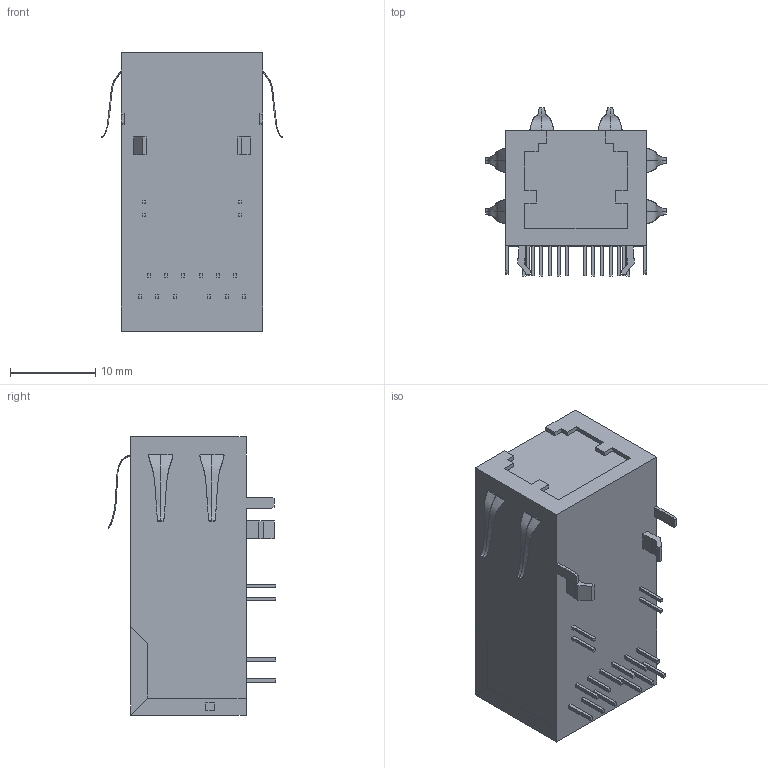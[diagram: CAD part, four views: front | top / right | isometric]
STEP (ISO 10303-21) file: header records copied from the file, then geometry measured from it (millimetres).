
FILE_DESCRIPTION (( 'STEP AP214' ), '1' );
FILE_NAME ('ARJ-146.STEP', '2013-09-25T07:41:15', ( '' ), ( '' ), 'SwSTEP 2.0', 'SolidWorks 2012', '' );
FILE_SCHEMA (( 'AUTOMOTIVE_DESIGN' ));
Length unit declared in the file: millimetre
Products named in the file (1): ARJ-146
Bounding box: 21.19 x 19.66 x 32.6 mm (x, y, z)
Volume: 7272.2 mm3; surface area: 2733 mm2
Topology: 1 solids, 1 shells, 429 faces, 1164 edges, 792 vertices
Faces by surface type: plane 338, bspline 91
Entity records: 22611 total; most frequent: CARTESIAN_POINT 9345, ORIENTED_EDGE 2328, DIRECTION 1688, EDGE_CURVE 1164, VECTOR 970, LINE 970, VERTEX_POINT 792, EDGE_LOOP 484
